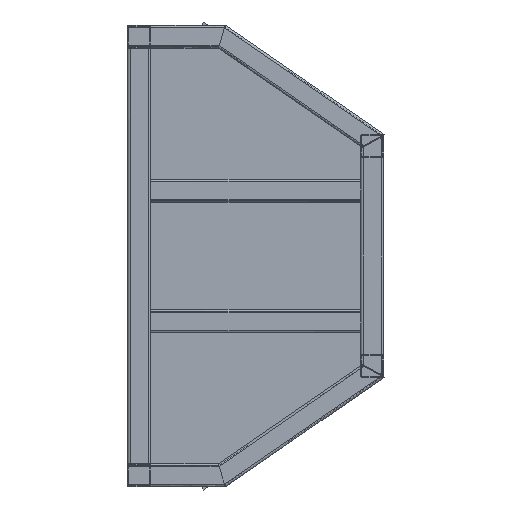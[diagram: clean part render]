
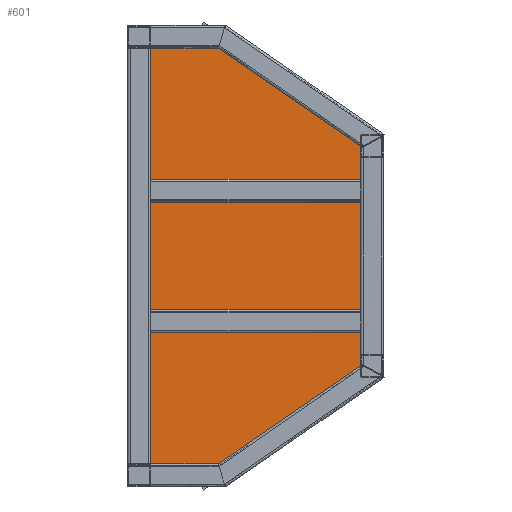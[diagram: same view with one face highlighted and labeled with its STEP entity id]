
A CAD part, front view. The second image highlights one B-rep face of the part: STEP entity #601.
In plain terms, the highlighted free-form (B-spline) face has degree [1, 1] with [2, 2] control points.
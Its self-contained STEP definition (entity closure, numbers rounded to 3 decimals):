
#423 = EDGE_CURVE('',#424,#426,#428,.T.);
#424 = VERTEX_POINT('',#425);
#425 = CARTESIAN_POINT('',(0.,83.594,
    835.942));
#426 = VERTEX_POINT('',#427);
#427 = CARTESIAN_POINT('',(354.811,83.594,
    835.942));
#428 = B_SPLINE_CURVE_WITH_KNOTS('',1,(#429,#430),.UNSPECIFIED.,.F.,.F.,
  (2,2),(0.,382.),.PIECEWISE_BEZIER_KNOTS.);
#429 = CARTESIAN_POINT('',(0.,83.594,
    835.942));
#430 = CARTESIAN_POINT('',(354.811,83.594,
    835.942));
#459 = EDGE_CURVE('',#426,#460,#462,.T.);
#460 = VERTEX_POINT('',#461);
#461 = CARTESIAN_POINT('',(928.825,83.594,
    434.226));
#462 = B_SPLINE_CURVE_WITH_KNOTS('',1,(#463,#464),.UNSPECIFIED.,.F.,.F.,
  (2,2),(0.,754.308),.PIECEWISE_BEZIER_KNOTS.);
#463 = CARTESIAN_POINT('',(354.811,83.594,
    835.942));
#464 = CARTESIAN_POINT('',(928.825,83.594,
    434.226));
#487 = EDGE_CURVE('',#460,#488,#490,.T.);
#488 = VERTEX_POINT('',#489);
#489 = CARTESIAN_POINT('',(928.825,83.594,
    -434.226));
#490 = B_SPLINE_CURVE_WITH_KNOTS('',1,(#491,#492),.UNSPECIFIED.,.F.,.F.,
  (2,2),(0.,935.),.PIECEWISE_BEZIER_KNOTS.);
#491 = CARTESIAN_POINT('',(928.825,83.594,
    434.226));
#492 = CARTESIAN_POINT('',(928.825,83.594,
    -434.226));
#515 = EDGE_CURVE('',#488,#516,#518,.T.);
#516 = VERTEX_POINT('',#517);
#517 = CARTESIAN_POINT('',(354.811,83.594,
    -835.942));
#518 = B_SPLINE_CURVE_WITH_KNOTS('',1,(#519,#520),.UNSPECIFIED.,.F.,.F.,
  (2,2),(-754.308,0.),.PIECEWISE_BEZIER_KNOTS.);
#519 = CARTESIAN_POINT('',(928.825,83.594,
    -434.226));
#520 = CARTESIAN_POINT('',(354.811,83.594,
    -835.942));
#543 = EDGE_CURVE('',#516,#544,#546,.T.);
#544 = VERTEX_POINT('',#545);
#545 = CARTESIAN_POINT('',(0.,83.594,
    -835.942));
#546 = B_SPLINE_CURVE_WITH_KNOTS('',1,(#547,#548),.UNSPECIFIED.,.F.,.F.,
  (2,2),(-382.,-0.),.PIECEWISE_BEZIER_KNOTS.);
#547 = CARTESIAN_POINT('',(354.811,83.594,
    -835.942));
#548 = CARTESIAN_POINT('',(0.,83.594,
    -835.942));
#571 = EDGE_CURVE('',#544,#424,#572,.T.);
#572 = B_SPLINE_CURVE_WITH_KNOTS('',1,(#573,#574),.UNSPECIFIED.,.F.,.F.,
  (2,2),(0.,1800.),.PIECEWISE_BEZIER_KNOTS.);
#573 = CARTESIAN_POINT('',(0.,83.594,
    -835.942));
#574 = CARTESIAN_POINT('',(0.,83.594,
    835.942));
#601 = ADVANCED_FACE('',(#602),#610,.F.);
#602 = FACE_BOUND('',#603,.T.);
#603 = EDGE_LOOP('',(#604,#605,#606,#607,#608,#609));
#604 = ORIENTED_EDGE('',*,*,#423,.F.);
#605 = ORIENTED_EDGE('',*,*,#571,.F.);
#606 = ORIENTED_EDGE('',*,*,#543,.F.);
#607 = ORIENTED_EDGE('',*,*,#515,.F.);
#608 = ORIENTED_EDGE('',*,*,#487,.F.);
#609 = ORIENTED_EDGE('',*,*,#459,.F.);
#610 = B_SPLINE_SURFACE_WITH_KNOTS('',1,1,(
    (#611,#612)
    ,(#613,#614
    )),.UNSPECIFIED.,.F.,.F.,.F.,(2,2),(2,2),(0.,1000.),(-900.,900.),
  .PIECEWISE_BEZIER_KNOTS.);
#611 = CARTESIAN_POINT('',(0.,83.594,
    835.942));
#612 = CARTESIAN_POINT('',(0.,83.594,
    -835.942));
#613 = CARTESIAN_POINT('',(928.825,83.594,
    835.942));
#614 = CARTESIAN_POINT('',(928.825,83.594,
    -835.942));
